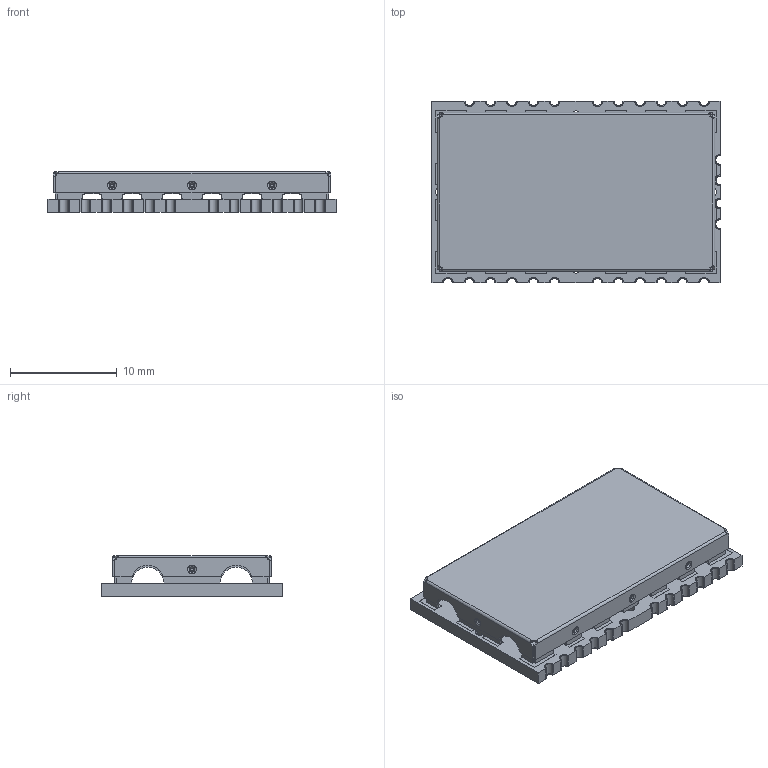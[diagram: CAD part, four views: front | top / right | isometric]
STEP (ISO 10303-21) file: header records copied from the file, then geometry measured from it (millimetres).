
FILE_DESCRIPTION(/* description */ ('Unknown'),/* implementation_level */ '2;1');
FILE_NAME(/* name */ '2609031181001',/* time_stamp */ '2019-01-11T11:22:44+01:00',/* author */ ('Unknown'),/* organization */ ('Unknown'),/* preprocessor_version */ 'ST-DEVELOPER v16.7',/* originating_system */ 'DEX',/* authorisation */ $);
FILE_SCHEMA (('AUTOMOTIVE_DESIGN {1 0 10303 214 3 1 1}'));
Length unit declared in the file: millimetre
Products named in the file (8): 2609031181001; PCB; asmPad; ShieldingCabinet; AMB004F; AMB004C; solderPin; solderPin_side
Assembly tree (32 placements, depth 3):
  2609031181001
    PCB
    asmPad
    ShieldingCabinet
      AMB004F
      AMB004C
    solderPin  x23
    solderPin_side  x4
Bounding box: 27 x 17 x 3.84 mm (x, y, z)
Volume: 723.6 mm3; surface area: 3022.2 mm2
Topology: 46 solids, 46 shells, 950 faces, 2300 edges, 1472 vertices
Faces by surface type: plane 717, cylinder 169, torus 32, bspline 16, cone 16
Full cylindrical faces by diameter (mm): 0.8 x8, 0.9 x4
Entity records: 20931 total; most frequent: CARTESIAN_POINT 3969, DIRECTION 3350, ORIENTED_EDGE 3340, EDGE_CURVE 1670, LINE 1360, VECTOR 1360, VERTEX_POINT 1102, AXIS2_PLACEMENT_3D 995
